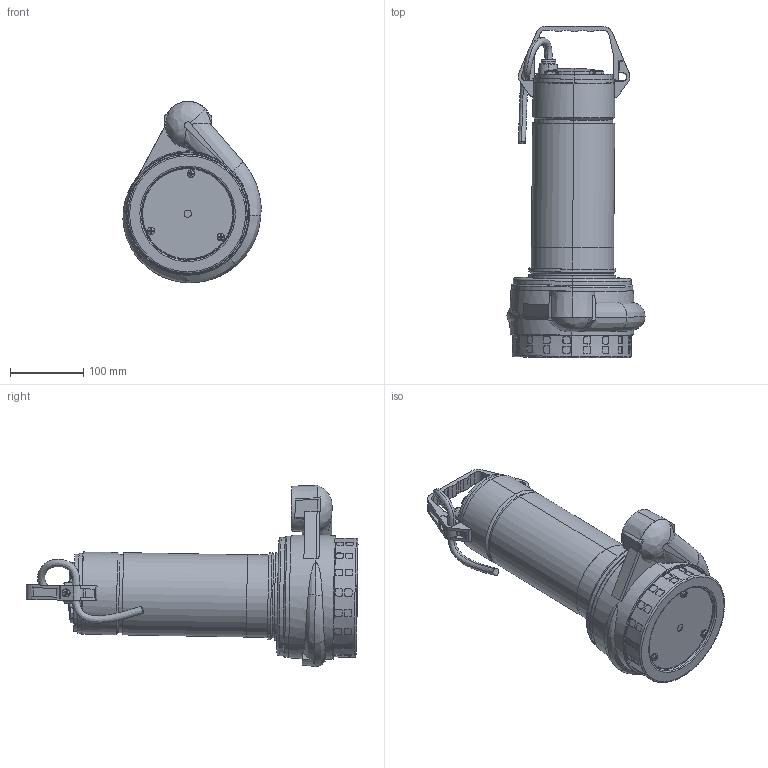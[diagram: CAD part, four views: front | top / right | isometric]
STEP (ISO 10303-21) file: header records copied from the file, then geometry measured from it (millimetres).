
FILE_DESCRIPTION (( 'STEP AP214' ), '1' );
FILE_NAME ('4_93_432_07_REV00.step', '2022-02-03T10:44:47', ( '' ), ( '' ), 'SwSTEP 2.0', 'SolidWorks 2020', '' );
FILE_SCHEMA (( 'AUTOMOTIVE_DESIGN' ));
Length unit declared in the file: millimetre
Products named in the file (3): 4_93_432_07_REV00; Copia di 69778_1^4_93_432_07_REV00; Copia di Coperchio motore^4_93_432_07_REV00
Assembly tree (2 placements, depth 2):
  4_93_432_07_REV00
    Copia di 69778_1^4_93_432_07_REV00
    Copia di Coperchio motore^4_93_432_07_REV00
Bounding box: 188.02 x 452.16 x 247.04 mm (x, y, z)
Volume: 5859466.8 mm3; surface area: 443509.3 mm2
Topology: 24 solids, 24 shells, 1260 faces, 3231 edges, 2093 vertices
Faces by surface type: plane 613, cylinder 440, cone 124, bspline 46, sphere 20, torus 17
Entity records: 55562 total; most frequent: CARTESIAN_POINT 25052, ORIENTED_EDGE 6434, DIRECTION 6057, EDGE_CURVE 3217, AXIS2_PLACEMENT_3D 2227, VERTEX_POINT 2091, LINE 1603, VECTOR 1603
